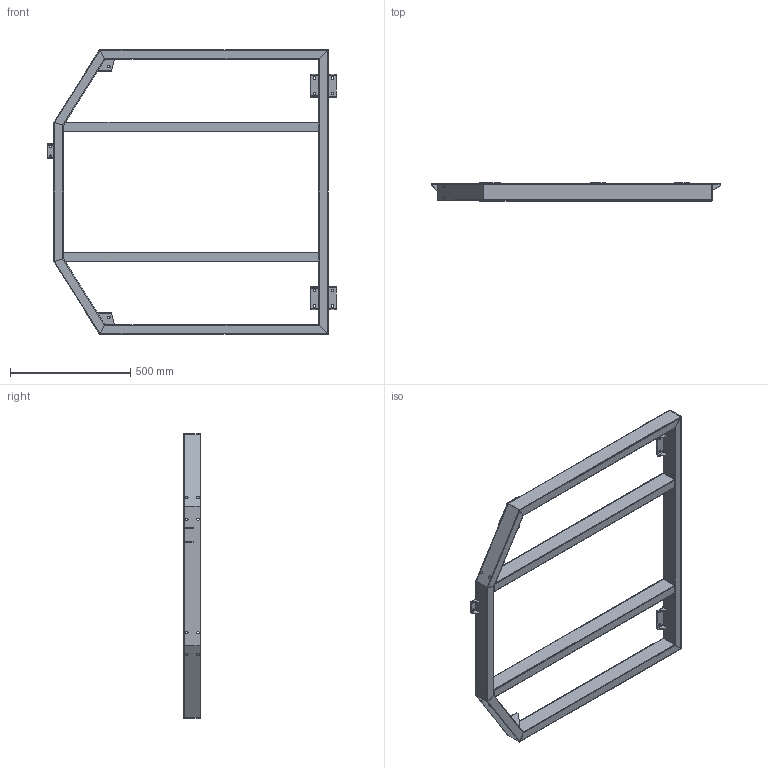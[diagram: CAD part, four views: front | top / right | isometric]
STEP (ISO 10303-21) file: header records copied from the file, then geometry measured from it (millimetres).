
FILE_DESCRIPTION(/* description */ (''),/* implementation_level */ '2;1');
FILE_NAME(/* name */ 'TELAIO_CENTRALE_ASM_34_ASM.stp',/* time_stamp */ '2016-06-02T11:02:18+02:00',/* author */ (''),/* organization */ (''),/* preprocessor_version */ 'ST-DEVELOPER v16.5',/* originating_system */ 'Autodesk Translation Framework v5.0.0.3310',/* authorisation */ '');
FILE_SCHEMA (('AUTOMOTIVE_DESIGN { 1 0 10303 214 3 1 1 }'));
Length unit declared in the file: centimetre
Products named in the file (20): TELAIO_CENTRALE_ASM_34_ASM; TRAVERSO_MENSOLA_21; LONGH_MENSOLA_18_ASM; MANIFOLD_SOLID_BREP_2262; MANIFOLD_SOLID_BREP_2784; TELAIO_CENTRALE_TRAV_ANT_15; TRAV_INCL_MENSOLA_22_ASM; MANIFOLD_SOLID_BREP_4773; MANIFOLD_SOLID_BREP_5591; TELAIO_CENTRALE_LONGH_15_ASM; MANIFOLD_SOLID_BREP_6202; MANIFOLD_SOLID_BREP_6785; ASM0009_ASM; MANIFOLD_SOLID_BREP_8942; MANIFOLD_SOLID_BREP_11070; SUPPORTO_TRAVERSO_PIANTONE_9_ASM; MANIFOLD_SOLID_BREP_11733; MANIFOLD_SOLID_BREP_12368; STAFFA_INF_FISSAGGIO_ACC_2; PIASTRINO_SEDILE_3
Assembly tree (26 placements, depth 3):
  TELAIO_CENTRALE_ASM_34_ASM
    TRAVERSO_MENSOLA_21
    LONGH_MENSOLA_18_ASM
      MANIFOLD_SOLID_BREP_2262
      MANIFOLD_SOLID_BREP_2784
    TELAIO_CENTRALE_TRAV_ANT_15
    TRAV_INCL_MENSOLA_22_ASM
      MANIFOLD_SOLID_BREP_4773
      MANIFOLD_SOLID_BREP_5591
    TELAIO_CENTRALE_LONGH_15_ASM
      MANIFOLD_SOLID_BREP_6202
      MANIFOLD_SOLID_BREP_6785
    ASM0009_ASM
      MANIFOLD_SOLID_BREP_8942
      MANIFOLD_SOLID_BREP_11070
    SUPPORTO_TRAVERSO_PIANTONE_9_ASM
      MANIFOLD_SOLID_BREP_11733
      MANIFOLD_SOLID_BREP_12368
    STAFFA_INF_FISSAGGIO_ACC_2
    PIASTRINO_SEDILE_3  x8
Bounding box: 1200.46 x 73 x 1184 mm (x, y, z)
Volume: 2848605.8 mm3; surface area: 2810249.7 mm2
Topology: 21 solids, 21 shells, 422 faces, 1050 edges, 668 vertices
Faces by surface type: plane 266, cylinder 146, bspline 10
Full cylindrical faces by diameter (mm): 8.2 x2, 8.5 x8, 10.15 x14, 10.2 x32
Entity records: 12095 total; most frequent: CARTESIAN_POINT 2503, DIRECTION 1976, ORIENTED_EDGE 1792, EDGE_CURVE 896, AXIS2_PLACEMENT_3D 691, VERTEX_POINT 598, LINE 594, VECTOR 594
